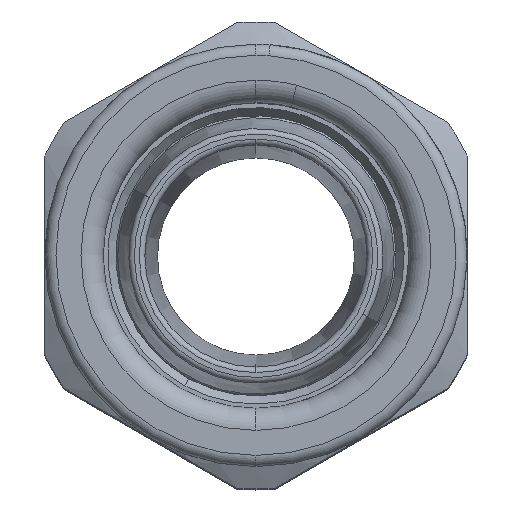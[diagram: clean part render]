
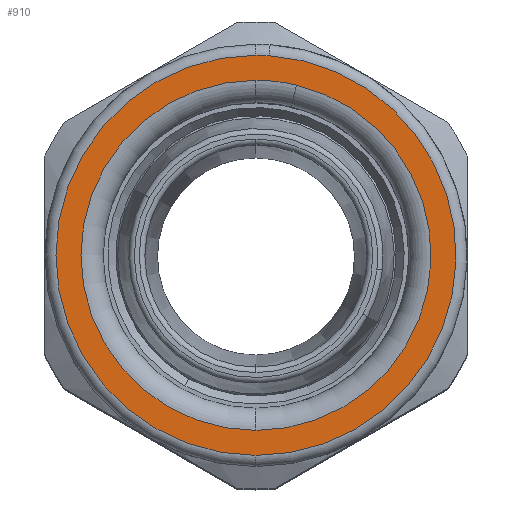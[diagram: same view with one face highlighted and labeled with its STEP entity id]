
A CAD part, top view. The second image highlights one B-rep face of the part: STEP entity #910.
In plain terms, the highlighted planar face has unit normal (0, 0, 1).
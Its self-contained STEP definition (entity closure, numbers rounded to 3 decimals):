
#405=AXIS2_PLACEMENT_3D('Circle Axis2P3D',#403,#404,$) ;
#422=AXIS2_PLACEMENT_3D('Circle Axis2P3D',#420,#421,$) ;
#665=AXIS2_PLACEMENT_3D('Circle Axis2P3D',#663,#664,$) ;
#877=AXIS2_PLACEMENT_3D('Plane Axis2P3D',#874,#875,#876) ;
#886=AXIS2_PLACEMENT_3D('Circle Axis2P3D',#884,#885,$) ;
#895=AXIS2_PLACEMENT_3D('Circle Axis2P3D',#893,#894,$) ;
#902=AXIS2_PLACEMENT_3D('Circle Axis2P3D',#900,#901,$) ;
#393=CARTESIAN_POINT('Vertex',(20.199,38.96,79.9)) ;
#400=CARTESIAN_POINT('Vertex',(19.,39.,79.9)) ;
#403=CARTESIAN_POINT('Axis2P3D Location',(19.,21.,79.9)) ;
#420=CARTESIAN_POINT('Axis2P3D Location',(19.,21.,79.9)) ;
#424=CARTESIAN_POINT('Vertex',(19.,3.,79.9)) ;
#663=CARTESIAN_POINT('Axis2P3D Location',(19.,21.,79.9)) ;
#874=CARTESIAN_POINT('Axis2P3D Location',(19.,21.,79.9)) ;
#884=CARTESIAN_POINT('Axis2P3D Location',(19.,21.,79.9)) ;
#888=CARTESIAN_POINT('Vertex',(22.644,36.323,79.9)) ;
#890=CARTESIAN_POINT('Vertex',(19.,36.75,79.9)) ;
#893=CARTESIAN_POINT('Axis2P3D Location',(19.,21.,79.9)) ;
#897=CARTESIAN_POINT('Vertex',(19.,5.25,79.9)) ;
#900=CARTESIAN_POINT('Axis2P3D Location',(19.,21.,79.9)) ;
#404=DIRECTION('Axis2P3D Direction',(0.,0.,1.)) ;
#421=DIRECTION('Axis2P3D Direction',(0.,0.,1.)) ;
#664=DIRECTION('Axis2P3D Direction',(0.,0.,1.)) ;
#875=DIRECTION('Axis2P3D Direction',(0.,0.,1.)) ;
#876=DIRECTION('Axis2P3D XDirection',(0.,1.,0.)) ;
#885=DIRECTION('Axis2P3D Direction',(0.,0.,1.)) ;
#894=DIRECTION('Axis2P3D Direction',(0.,0.,1.)) ;
#901=DIRECTION('Axis2P3D Direction',(0.,0.,1.)) ;
#880=ORIENTED_EDGE('',*,*,#426,.T.) ;
#881=ORIENTED_EDGE('',*,*,#407,.T.) ;
#882=ORIENTED_EDGE('',*,*,#667,.T.) ;
#906=ORIENTED_EDGE('',*,*,#892,.F.) ;
#907=ORIENTED_EDGE('',*,*,#899,.F.) ;
#908=ORIENTED_EDGE('',*,*,#904,.F.) ;
#909=FACE_BOUND('',#905,.T.) ;
#910=ADVANCED_FACE('PartBody',(#883,#909),#878,.T.) ;
#406=CIRCLE('generated circle',#405,18.) ;
#423=CIRCLE('generated circle',#422,18.) ;
#666=CIRCLE('generated circle',#665,18.) ;
#887=CIRCLE('generated circle',#886,15.75) ;
#896=CIRCLE('generated circle',#895,15.75) ;
#903=CIRCLE('generated circle',#902,15.75) ;
#407=EDGE_CURVE('',#394,#401,#406,.T.) ;
#426=EDGE_CURVE('',#425,#394,#423,.T.) ;
#667=EDGE_CURVE('',#401,#425,#666,.T.) ;
#892=EDGE_CURVE('',#889,#891,#887,.T.) ;
#899=EDGE_CURVE('',#898,#889,#896,.T.) ;
#904=EDGE_CURVE('',#891,#898,#903,.T.) ;
#879=EDGE_LOOP('',(#880,#881,#882)) ;
#905=EDGE_LOOP('',(#906,#907,#908)) ;
#883=FACE_OUTER_BOUND('',#879,.T.) ;
#878=PLANE('',#877) ;
#394=VERTEX_POINT('',#393) ;
#401=VERTEX_POINT('',#400) ;
#425=VERTEX_POINT('',#424) ;
#889=VERTEX_POINT('',#888) ;
#891=VERTEX_POINT('',#890) ;
#898=VERTEX_POINT('',#897) ;
